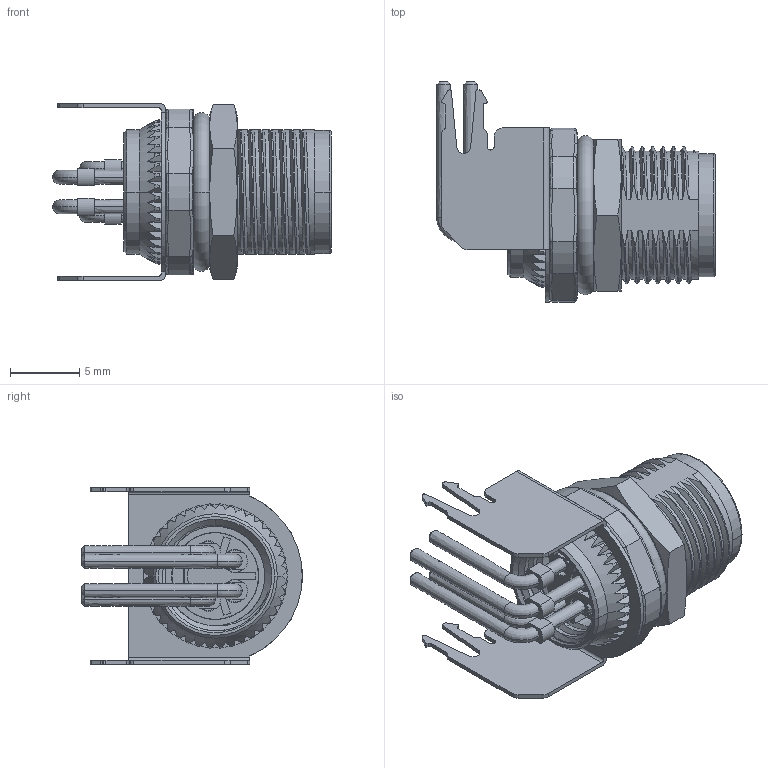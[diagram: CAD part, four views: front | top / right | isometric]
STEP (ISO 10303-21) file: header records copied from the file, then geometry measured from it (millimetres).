
FILE_DESCRIPTION((''),'2;1');
FILE_NAME('M8S-04PFFR-SF8001_SW0001','2025-02-05T',('L050004'),(''),'PRO/ENGINEER BY PARAMETRIC TECHNOLOGY CORPORATION, 2017170','PRO/ENGINEER BY PARAMETRIC TECHNOLOGY CORPORATION, 2017170','');
FILE_SCHEMA(('CONFIG_CONTROL_DESIGN'));
Length unit declared in the file: millimetre
Products named in the file (1): M8S-04PFFR-SF8001_SW0001
Bounding box: 20.15 x 15.95 x 12.8 mm (x, y, z)
Volume: 1086 mm3; surface area: 2393.2 mm2
Topology: 1 solids, 1 shells, 745 faces, 2114 edges, 1388 vertices
Faces by surface type: plane 259, cylinder 239, bspline 117, torus 70, cone 60
Entity records: 38807 total; most frequent: CARTESIAN_POINT 20424, ORIENTED_EDGE 4228, DIRECTION 3317, EDGE_CURVE 2114, VERTEX_POINT 1388, AXIS2_PLACEMENT_3D 1217, VECTOR 883, LINE 883
